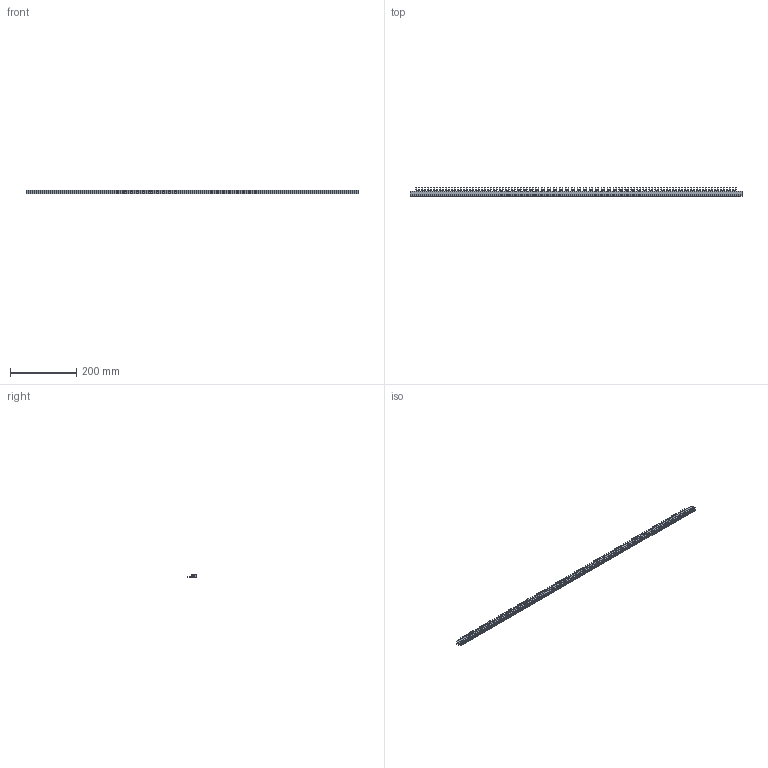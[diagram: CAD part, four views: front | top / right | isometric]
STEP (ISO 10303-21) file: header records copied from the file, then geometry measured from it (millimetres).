
FILE_DESCRIPTION((''),'2;1');
FILE_NAME('B-2P_ASM','2024-06-15T',('dell'),(''),'PRO/ENGINEER BY PARAMETRIC TECHNOLOGY CORPORATION, 2013230','PRO/ENGINEER BY PARAMETRIC TECHNOLOGY CORPORATION, 2013230','');
FILE_SCHEMA(('AUTOMOTIVE_DESIGN { 1 0 10303 214 1 1 1 1 }'));
Length unit declared in the file: millimetre
Products named in the file (1): B-2P_ASM
Bounding box: 1000 x 27 x 9.71 mm (x, y, z)
Volume: 95893 mm3; surface area: 133796.6 mm2
Topology: 1 solids, 1 shells, 1318 faces, 3840 edges, 2524 vertices
Faces by surface type: plane 726, cylinder 592
Entity records: 43728 total; most frequent: CARTESIAN_POINT 7684, ORIENTED_EDGE 7680, DIRECTION 7660, EDGE_CURVE 3840, VECTOR 2656, LINE 2656, VERTEX_POINT 2524, AXIS2_PLACEMENT_3D 2502
